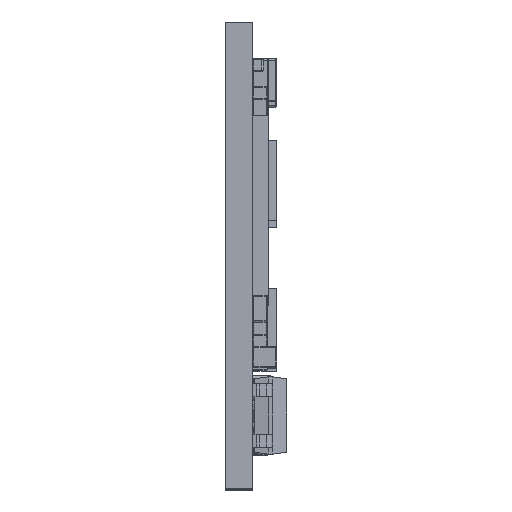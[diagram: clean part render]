
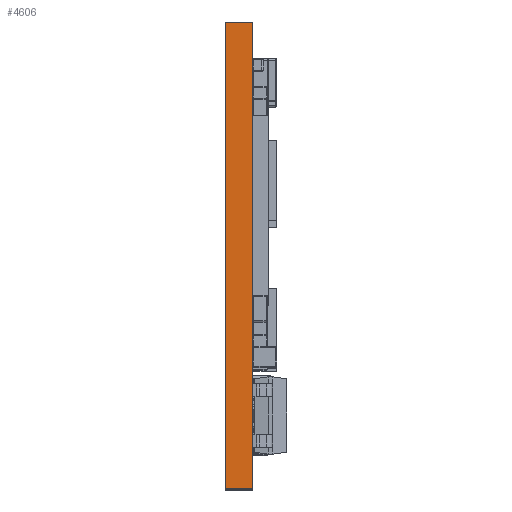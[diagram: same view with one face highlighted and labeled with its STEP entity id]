
A CAD part, top view. The second image highlights one B-rep face of the part: STEP entity #4606.
In plain terms, the highlighted face is planar.
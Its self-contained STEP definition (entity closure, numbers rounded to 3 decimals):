
#276 = PLANE('',#277);
#277 = AXIS2_PLACEMENT_3D('',#278,#279,#280);
#278 = CARTESIAN_POINT('',(0.,0.,-1.021));
#279 = DIRECTION('',(0.,0.,-1.));
#280 = DIRECTION('',(-1.,0.,-0.));
#1549 = VERTEX_POINT('',#1550);
#1550 = CARTESIAN_POINT('',(0.,0.,-1.021));
#1564 = PLANE('',#1565);
#1565 = AXIS2_PLACEMENT_3D('',#1566,#1567,#1568);
#1566 = CARTESIAN_POINT('',(0.,0.,-1.021));
#1567 = DIRECTION('',(-0.,1.,0.));
#1568 = DIRECTION('',(0.,0.,1.));
#1576 = EDGE_CURVE('',#1549,#1577,#1579,.T.);
#1577 = VERTEX_POINT('',#1578);
#1578 = CARTESIAN_POINT('',(0.,17.5,-1.021));
#1579 = SURFACE_CURVE('',#1580,(#1584,#1591),.PCURVE_S1.);
#1580 = LINE('',#1581,#1582);
#1581 = CARTESIAN_POINT('',(0.,0.,-1.021));
#1582 = VECTOR('',#1583,1.);
#1583 = DIRECTION('',(0.,1.,0.));
#1584 = PCURVE('',#276,#1585);
#1585 = DEFINITIONAL_REPRESENTATION('',(#1586),#1590);
#1586 = LINE('',#1587,#1588);
#1587 = CARTESIAN_POINT('',(0.,0.));
#1588 = VECTOR('',#1589,1.);
#1589 = DIRECTION('',(0.,1.));
#1590 = ( GEOMETRIC_REPRESENTATION_CONTEXT(2) 
PARAMETRIC_REPRESENTATION_CONTEXT() REPRESENTATION_CONTEXT('2D SPACE',''
  ) );
#1591 = PCURVE('',#1592,#1597);
#1592 = PLANE('',#1593);
#1593 = AXIS2_PLACEMENT_3D('',#1594,#1595,#1596);
#1594 = CARTESIAN_POINT('',(0.,17.5,-1.021));
#1595 = DIRECTION('',(1.,0.,0.));
#1596 = DIRECTION('',(0.,0.,-1.));
#1597 = DEFINITIONAL_REPRESENTATION('',(#1598),#1602);
#1598 = LINE('',#1599,#1600);
#1599 = CARTESIAN_POINT('',(0.,-17.5));
#1600 = VECTOR('',#1601,1.);
#1601 = DIRECTION('',(0.,1.));
#1602 = ( GEOMETRIC_REPRESENTATION_CONTEXT(2) 
PARAMETRIC_REPRESENTATION_CONTEXT() REPRESENTATION_CONTEXT('2D SPACE',''
  ) );
#1620 = PLANE('',#1621);
#1621 = AXIS2_PLACEMENT_3D('',#1622,#1623,#1624);
#1622 = CARTESIAN_POINT('',(2.7,17.5,-1.021));
#1623 = DIRECTION('',(0.,-1.,0.));
#1624 = DIRECTION('',(0.,-0.,-1.));
#2742 = PLANE('',#2743);
#2743 = AXIS2_PLACEMENT_3D('',#2744,#2745,#2746);
#2744 = CARTESIAN_POINT('',(0.,0.,0.));
#2745 = DIRECTION('',(0.,0.,-1.));
#2746 = DIRECTION('',(-1.,0.,-0.));
#4561 = EDGE_CURVE('',#4562,#1577,#4564,.T.);
#4562 = VERTEX_POINT('',#4563);
#4563 = CARTESIAN_POINT('',(0.,17.5,0.));
#4564 = SURFACE_CURVE('',#4565,(#4569,#4576),.PCURVE_S1.);
#4565 = LINE('',#4566,#4567);
#4566 = CARTESIAN_POINT('',(0.,17.5,-1.021));
#4567 = VECTOR('',#4568,1.);
#4568 = DIRECTION('',(0.,-0.,-1.));
#4569 = PCURVE('',#1620,#4570);
#4570 = DEFINITIONAL_REPRESENTATION('',(#4571),#4575);
#4571 = LINE('',#4572,#4573);
#4572 = CARTESIAN_POINT('',(-0.,-2.7));
#4573 = VECTOR('',#4574,1.);
#4574 = DIRECTION('',(1.,0.));
#4575 = ( GEOMETRIC_REPRESENTATION_CONTEXT(2) 
PARAMETRIC_REPRESENTATION_CONTEXT() REPRESENTATION_CONTEXT('2D SPACE',''
  ) );
#4576 = PCURVE('',#1592,#4577);
#4577 = DEFINITIONAL_REPRESENTATION('',(#4578),#4582);
#4578 = LINE('',#4579,#4580);
#4579 = CARTESIAN_POINT('',(0.,0.));
#4580 = VECTOR('',#4581,1.);
#4581 = DIRECTION('',(1.,-0.));
#4582 = ( GEOMETRIC_REPRESENTATION_CONTEXT(2) 
PARAMETRIC_REPRESENTATION_CONTEXT() REPRESENTATION_CONTEXT('2D SPACE',''
  ) );
#4606 = ADVANCED_FACE('',(#4607),#1592,.F.);
#4607 = FACE_BOUND('',#4608,.T.);
#4608 = EDGE_LOOP('',(#4609,#4632,#4653,#4654));
#4609 = ORIENTED_EDGE('',*,*,#4610,.F.);
#4610 = EDGE_CURVE('',#4611,#1549,#4613,.T.);
#4611 = VERTEX_POINT('',#4612);
#4612 = CARTESIAN_POINT('',(0.,0.,0.));
#4613 = SURFACE_CURVE('',#4614,(#4618,#4625),.PCURVE_S1.);
#4614 = LINE('',#4615,#4616);
#4615 = CARTESIAN_POINT('',(0.,0.,-1.021));
#4616 = VECTOR('',#4617,1.);
#4617 = DIRECTION('',(0.,0.,-1.));
#4618 = PCURVE('',#1592,#4619);
#4619 = DEFINITIONAL_REPRESENTATION('',(#4620),#4624);
#4620 = LINE('',#4621,#4622);
#4621 = CARTESIAN_POINT('',(0.,-17.5));
#4622 = VECTOR('',#4623,1.);
#4623 = DIRECTION('',(1.,0.));
#4624 = ( GEOMETRIC_REPRESENTATION_CONTEXT(2) 
PARAMETRIC_REPRESENTATION_CONTEXT() REPRESENTATION_CONTEXT('2D SPACE',''
  ) );
#4625 = PCURVE('',#1564,#4626);
#4626 = DEFINITIONAL_REPRESENTATION('',(#4627),#4631);
#4627 = LINE('',#4628,#4629);
#4628 = CARTESIAN_POINT('',(0.,0.));
#4629 = VECTOR('',#4630,1.);
#4630 = DIRECTION('',(-1.,0.));
#4631 = ( GEOMETRIC_REPRESENTATION_CONTEXT(2) 
PARAMETRIC_REPRESENTATION_CONTEXT() REPRESENTATION_CONTEXT('2D SPACE',''
  ) );
#4632 = ORIENTED_EDGE('',*,*,#4633,.F.);
#4633 = EDGE_CURVE('',#4562,#4611,#4634,.T.);
#4634 = SURFACE_CURVE('',#4635,(#4639,#4646),.PCURVE_S1.);
#4635 = LINE('',#4636,#4637);
#4636 = CARTESIAN_POINT('',(0.,17.5,0.));
#4637 = VECTOR('',#4638,1.);
#4638 = DIRECTION('',(0.,-1.,-0.));
#4639 = PCURVE('',#1592,#4640);
#4640 = DEFINITIONAL_REPRESENTATION('',(#4641),#4645);
#4641 = LINE('',#4642,#4643);
#4642 = CARTESIAN_POINT('',(-1.021,0.));
#4643 = VECTOR('',#4644,1.);
#4644 = DIRECTION('',(0.,-1.));
#4645 = ( GEOMETRIC_REPRESENTATION_CONTEXT(2) 
PARAMETRIC_REPRESENTATION_CONTEXT() REPRESENTATION_CONTEXT('2D SPACE',''
  ) );
#4646 = PCURVE('',#2742,#4647);
#4647 = DEFINITIONAL_REPRESENTATION('',(#4648),#4652);
#4648 = LINE('',#4649,#4650);
#4649 = CARTESIAN_POINT('',(0.,17.5));
#4650 = VECTOR('',#4651,1.);
#4651 = DIRECTION('',(-0.,-1.));
#4652 = ( GEOMETRIC_REPRESENTATION_CONTEXT(2) 
PARAMETRIC_REPRESENTATION_CONTEXT() REPRESENTATION_CONTEXT('2D SPACE',''
  ) );
#4653 = ORIENTED_EDGE('',*,*,#4561,.T.);
#4654 = ORIENTED_EDGE('',*,*,#1576,.F.);
